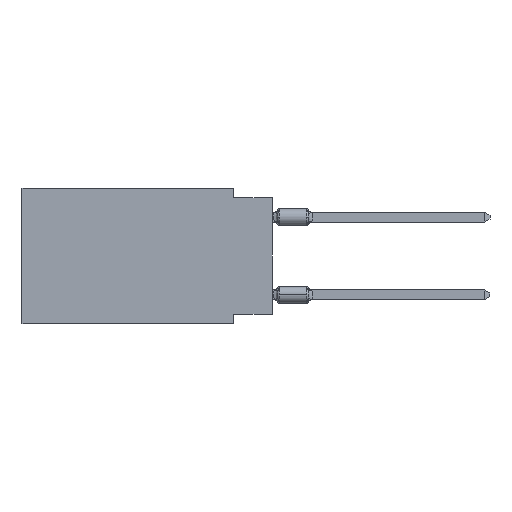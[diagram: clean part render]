
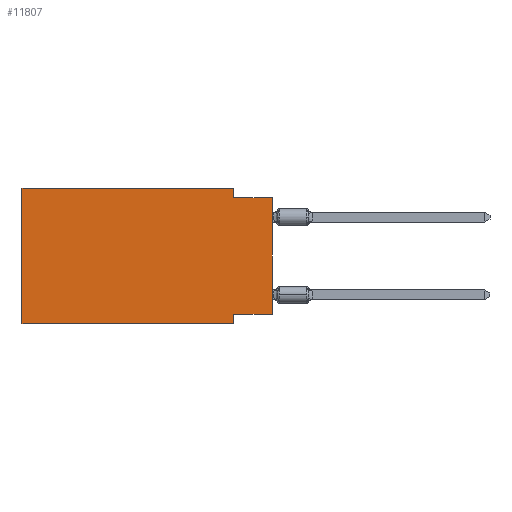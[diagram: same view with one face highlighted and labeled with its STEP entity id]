
A CAD part, left-side view. The second image highlights one B-rep face of the part: STEP entity #11807.
In plain terms, the highlighted planar face has unit normal (-1, 0, 0).
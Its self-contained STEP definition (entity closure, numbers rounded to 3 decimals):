
#109 = CARTESIAN_POINT ( 'NONE',  ( 0., 2.54, -8.89 ) ) ;
#242 = VECTOR ( 'NONE', #1176, 1000. ) ;
#420 = DIRECTION ( 'NONE',  ( 0., 1., 0. ) ) ;
#715 = VECTOR ( 'NONE', #4406, 1000. ) ;
#940 = FACE_OUTER_BOUND ( 'NONE', #11197, .T. ) ;
#1021 = EDGE_CURVE ( 'NONE', #2506, #1578, #10868, .T. ) ;
#1176 = DIRECTION ( 'NONE',  ( 0., -1., 0. ) ) ;
#1189 = EDGE_CURVE ( 'NONE', #10947, #4449, #7294, .T. ) ;
#1427 = EDGE_CURVE ( 'NONE', #2506, #2733, #6766, .T. ) ;
#1578 = VERTEX_POINT ( 'NONE', #13915 ) ;
#2028 = CARTESIAN_POINT ( 'NONE',  ( 0., 16.383, 0. ) ) ;
#2170 = ORIENTED_EDGE ( 'NONE', *, *, #1427, .F. ) ;
#2241 = CARTESIAN_POINT ( 'NONE',  ( 0., 0., -8.255 ) ) ;
#2299 = CARTESIAN_POINT ( 'NONE',  ( 0., 16.383, 0. ) ) ;
#2472 = CARTESIAN_POINT ( 'NONE',  ( 0., 2.54, 0. ) ) ;
#2506 = VERTEX_POINT ( 'NONE', #2241 ) ;
#2733 = VERTEX_POINT ( 'NONE', #5698 ) ;
#2929 = DIRECTION ( 'NONE',  ( 0., 0., -1. ) ) ;
#3154 = CARTESIAN_POINT ( 'NONE',  ( 0., 0., 0. ) ) ;
#3347 = LINE ( 'NONE', #12430, #12846 ) ;
#3483 = CARTESIAN_POINT ( 'NONE',  ( 0., 16.383, 0. ) ) ;
#3504 = EDGE_CURVE ( 'NONE', #4449, #7079, #3347, .T. ) ;
#3522 = VECTOR ( 'NONE', #4596, 1000. ) ;
#4241 = CARTESIAN_POINT ( 'NONE',  ( 0., 0., -0.635 ) ) ;
#4254 = CARTESIAN_POINT ( 'NONE',  ( 0., 2.54, -0.635 ) ) ;
#4296 = EDGE_CURVE ( 'NONE', #2733, #5558, #4866, .T. ) ;
#4406 = DIRECTION ( 'NONE',  ( 0., -1., 0. ) ) ;
#4449 = VERTEX_POINT ( 'NONE', #2028 ) ;
#4596 = DIRECTION ( 'NONE',  ( 0., 0., 1. ) ) ;
#4866 = LINE ( 'NONE', #10040, #8999 ) ;
#5545 = LINE ( 'NONE', #11921, #15108 ) ;
#5558 = VERTEX_POINT ( 'NONE', #109 ) ;
#5698 = CARTESIAN_POINT ( 'NONE',  ( 0., 2.54, -8.255 ) ) ;
#5715 = VECTOR ( 'NONE', #420, 1000. ) ;
#6357 = EDGE_CURVE ( 'NONE', #7079, #12730, #5545, .T. ) ;
#6766 = LINE ( 'NONE', #10591, #5715 ) ;
#7079 = VERTEX_POINT ( 'NONE', #2472 ) ;
#7284 = AXIS2_PLACEMENT_3D ( 'NONE', #3483, #10257, #7609 ) ;
#7294 = LINE ( 'NONE', #2299, #3522 ) ;
#7609 = DIRECTION ( 'NONE',  ( 0., 0., -1. ) ) ;
#7766 = ORIENTED_EDGE ( 'NONE', *, *, #10213, .F. ) ;
#8999 = VECTOR ( 'NONE', #15229, 1000. ) ;
#9102 = ORIENTED_EDGE ( 'NONE', *, *, #6357, .F. ) ;
#9518 = DIRECTION ( 'NONE',  ( 0., 0., 1. ) ) ;
#10040 = CARTESIAN_POINT ( 'NONE',  ( 0., 2.54, -8.89 ) ) ;
#10213 = EDGE_CURVE ( 'NONE', #12730, #1578, #14601, .T. ) ;
#10257 = DIRECTION ( 'NONE',  ( 1., 0., 0. ) ) ;
#10591 = CARTESIAN_POINT ( 'NONE',  ( 0., 0., -8.255 ) ) ;
#10868 = LINE ( 'NONE', #3154, #16259 ) ;
#10947 = VERTEX_POINT ( 'NONE', #11330 ) ;
#11197 = EDGE_LOOP ( 'NONE', ( #14908, #7766, #9102, #16061, #14804, #16506, #15321, #2170 ) ) ;
#11330 = CARTESIAN_POINT ( 'NONE',  ( 0., 16.383, -8.89 ) ) ;
#11361 = LINE ( 'NONE', #15278, #242 ) ;
#11807 = ADVANCED_FACE ( 'NONE', ( #940 ), #16558, .F. ) ;
#11885 = EDGE_CURVE ( 'NONE', #10947, #5558, #11361, .T. ) ;
#11921 = CARTESIAN_POINT ( 'NONE',  ( 0., 2.54, 0. ) ) ;
#12430 = CARTESIAN_POINT ( 'NONE',  ( 0., 16.383, 0. ) ) ;
#12730 = VERTEX_POINT ( 'NONE', #4254 ) ;
#12846 = VECTOR ( 'NONE', #16337, 1000. ) ;
#13915 = CARTESIAN_POINT ( 'NONE',  ( 0., 0., -0.635 ) ) ;
#14601 = LINE ( 'NONE', #4241, #715 ) ;
#14804 = ORIENTED_EDGE ( 'NONE', *, *, #1189, .F. ) ;
#14908 = ORIENTED_EDGE ( 'NONE', *, *, #1021, .T. ) ;
#15108 = VECTOR ( 'NONE', #2929, 1000. ) ;
#15229 = DIRECTION ( 'NONE',  ( 0., 0., -1. ) ) ;
#15278 = CARTESIAN_POINT ( 'NONE',  ( 0., 16.383, -8.89 ) ) ;
#15321 = ORIENTED_EDGE ( 'NONE', *, *, #4296, .F. ) ;
#16061 = ORIENTED_EDGE ( 'NONE', *, *, #3504, .F. ) ;
#16259 = VECTOR ( 'NONE', #9518, 1000. ) ;
#16337 = DIRECTION ( 'NONE',  ( 0., -1., 0. ) ) ;
#16506 = ORIENTED_EDGE ( 'NONE', *, *, #11885, .T. ) ;
#16558 = PLANE ( 'NONE',  #7284 ) ;
